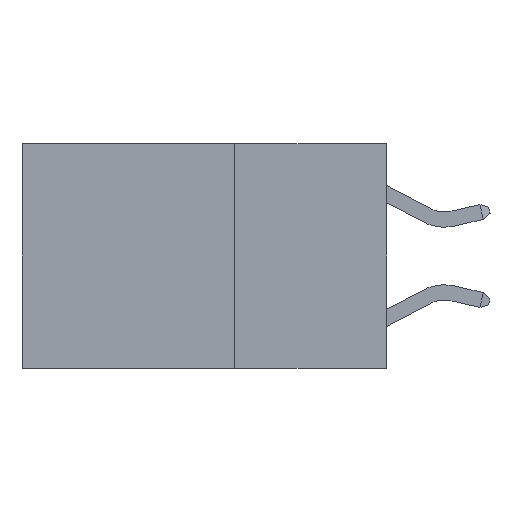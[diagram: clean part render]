
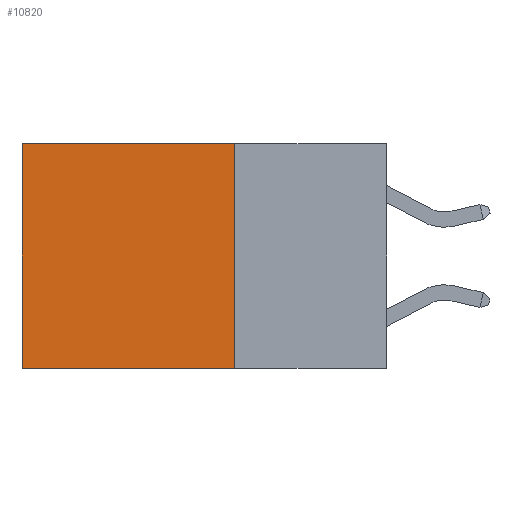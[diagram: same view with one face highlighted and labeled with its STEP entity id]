
A CAD part, left-side view. The second image highlights one B-rep face of the part: STEP entity #10820.
In plain terms, the highlighted planar face has unit normal (-1, 0, 0).
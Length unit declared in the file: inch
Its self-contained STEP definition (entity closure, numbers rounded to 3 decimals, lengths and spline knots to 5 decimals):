
#9 = CARTESIAN_POINT ( 'NONE',  ( 0.2625, 0.25, -0.37 ) ) ;
#77 = DIRECTION ( 'NONE',  ( 0., 0., -1. ) ) ;
#970 = VECTOR ( 'NONE', #14899, 39.37008 ) ;
#2435 = ORIENTED_EDGE ( 'NONE', *, *, #20565, .T. ) ;
#4528 = ORIENTED_EDGE ( 'NONE', *, *, #20361, .T. ) ;
#5341 = VERTEX_POINT ( 'NONE', #12600 ) ;
#5453 = CARTESIAN_POINT ( 'NONE',  ( 0.2625, 0.25, 0. ) ) ;
#6722 = VECTOR ( 'NONE', #12733, 39.37008 ) ;
#7428 = ORIENTED_EDGE ( 'NONE', *, *, #8016, .F. ) ;
#8016 = EDGE_CURVE ( 'NONE', #13756, #10995, #15253, .T. ) ;
#9053 = DIRECTION ( 'NONE',  ( 0., 0., -1. ) ) ;
#9870 = ORIENTED_EDGE ( 'NONE', *, *, #13346, .F. ) ;
#10597 = CARTESIAN_POINT ( 'NONE',  ( 0.2625, 0.6, 0. ) ) ;
#10820 = ADVANCED_FACE ( 'NONE', ( #21854 ), #14303, .F. ) ;
#10995 = VERTEX_POINT ( 'NONE', #17069 ) ;
#11062 = VECTOR ( 'NONE', #18239, 39.37008 ) ;
#12277 = EDGE_LOOP ( 'NONE', ( #4528, #9870, #7428, #2435 ) ) ;
#12600 = CARTESIAN_POINT ( 'NONE',  ( 0.2625, 0.6, -0.37 ) ) ;
#12733 = DIRECTION ( 'NONE',  ( 0., 1., 0. ) ) ;
#12883 = VECTOR ( 'NONE', #77, 39.37008 ) ;
#13168 = CARTESIAN_POINT ( 'NONE',  ( 0.2625, 0.25, 0. ) ) ;
#13346 = EDGE_CURVE ( 'NONE', #10995, #5341, #15612, .T. ) ;
#13756 = VERTEX_POINT ( 'NONE', #14477 ) ;
#14303 = PLANE ( 'NONE',  #15208 ) ;
#14477 = CARTESIAN_POINT ( 'NONE',  ( 0.2625, 0.25, 0. ) ) ;
#14853 = VERTEX_POINT ( 'NONE', #10597 ) ;
#14899 = DIRECTION ( 'NONE',  ( 0., 1., 0. ) ) ;
#15208 = AXIS2_PLACEMENT_3D ( 'NONE', #5453, #18532, #9053 ) ;
#15253 = LINE ( 'NONE', #13168, #12883 ) ;
#15612 = LINE ( 'NONE', #9, #970 ) ;
#16199 = CARTESIAN_POINT ( 'NONE',  ( 0.2625, 0.6, 0. ) ) ;
#16614 = LINE ( 'NONE', #23876, #6722 ) ;
#17069 = CARTESIAN_POINT ( 'NONE',  ( 0.2625, 0.25, -0.37 ) ) ;
#18239 = DIRECTION ( 'NONE',  ( 0., 0., -1. ) ) ;
#18369 = LINE ( 'NONE', #16199, #11062 ) ;
#18532 = DIRECTION ( 'NONE',  ( 1., 0., 0. ) ) ;
#20361 = EDGE_CURVE ( 'NONE', #14853, #5341, #18369, .T. ) ;
#20565 = EDGE_CURVE ( 'NONE', #13756, #14853, #16614, .T. ) ;
#21854 = FACE_OUTER_BOUND ( 'NONE', #12277, .T. ) ;
#23876 = CARTESIAN_POINT ( 'NONE',  ( 0.2625, 0.25, 0. ) ) ;
